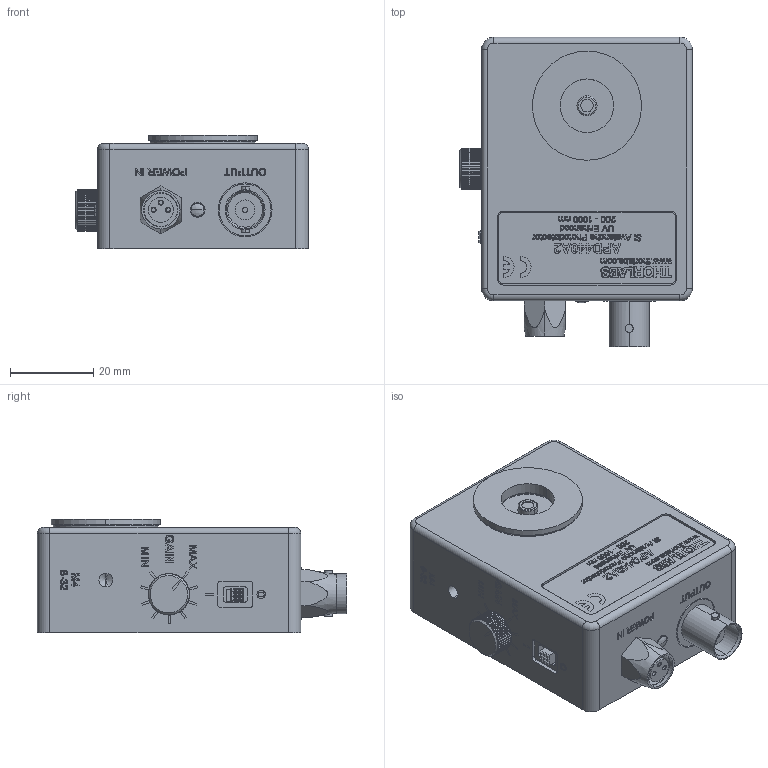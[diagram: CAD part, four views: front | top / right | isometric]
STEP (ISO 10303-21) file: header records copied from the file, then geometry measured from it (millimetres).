
FILE_DESCRIPTION (( 'STEP AP203' ), '1' );
FILE_NAME ('19.07.02_APD440A2-Web_Drawing.STEP', '2019-07-02T10:49:10', ( '' ), ( '' ), 'SwSTEP 2.0', 'SolidWorks 2018', '' );
FILE_SCHEMA (( 'CONFIG_CONTROL_DESIGN' ));
Products named in the file (1): 19.07.02_APD440A2-Web_Drawing
Bounding box: 56.08 x 74.54 x 27.4 mm (x, y, z)
Volume: 32132.4 mm3; surface area: 30296.1 mm2
Topology: 71 solids, 72 shells, 5182 faces, 13719 edges, 9061 vertices
Faces by surface type: plane 2833, bspline 1756, cylinder 476, cone 87, torus 28, sphere 2
Entity records: 240842 total; most frequent: CARTESIAN_POINT 123885, ORIENTED_EDGE 27378, DIRECTION 17767, EDGE_CURVE 13689, LINE 9091, VECTOR 9091, VERTEX_POINT 9061, EDGE_LOOP 5682
